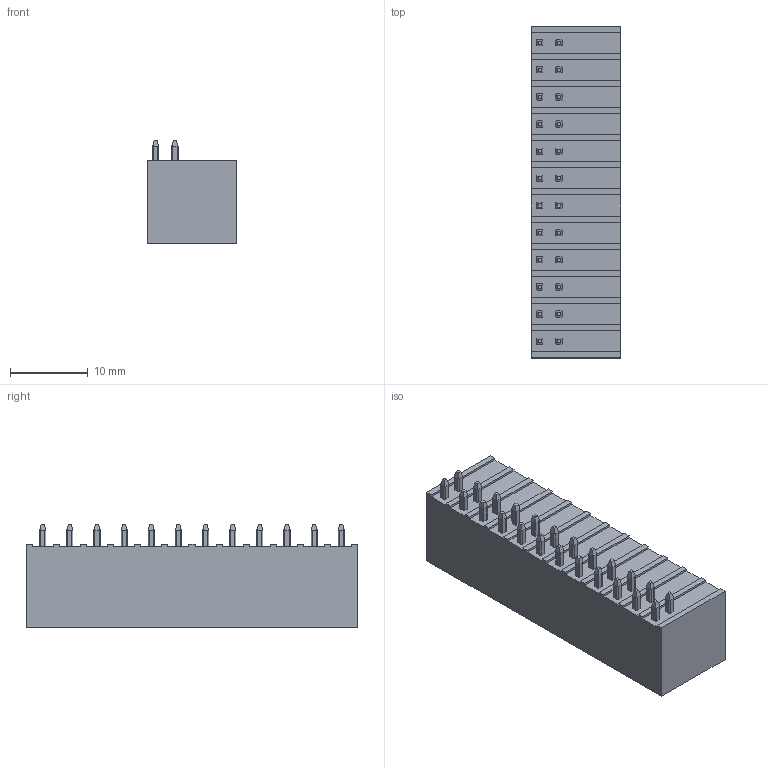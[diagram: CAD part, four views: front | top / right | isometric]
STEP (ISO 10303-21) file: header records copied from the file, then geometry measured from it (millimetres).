
FILE_DESCRIPTION((''),'2;1');
FILE_NAME('PRT0007','2024-11-18T09:53:24',('tluser'),(''),'CREO PARAMETRIC BY PTC INC, 2018100','CREO PARAMETRIC BY PTC INC, 2018100','');
FILE_SCHEMA(('CONFIG_CONTROL_DESIGN'));
Length unit declared in the file: millimetre
Products named in the file (1): PRT0007
Bounding box: 11.6 x 42.8 x 13.4 mm (x, y, z)
Volume: 3621.3 mm3; surface area: 4096.6 mm2
Topology: 1 solids, 1 shells, 1083 faces, 3096 edges, 2064 vertices
Faces by surface type: plane 719, cylinder 280, extrusion 84
Entity records: 36226 total; most frequent: CARTESIAN_POINT 8417, ORIENTED_EDGE 6192, DIRECTION 5114, EDGE_CURVE 3096, VECTOR 2260, LINE 2176, VERTEX_POINT 2064, AXIS2_PLACEMENT_3D 1427
